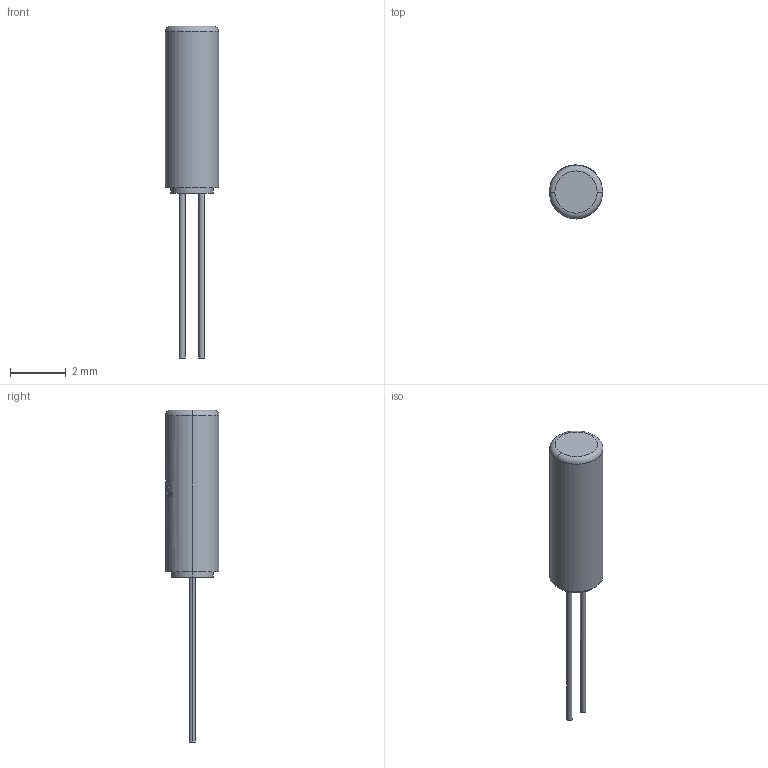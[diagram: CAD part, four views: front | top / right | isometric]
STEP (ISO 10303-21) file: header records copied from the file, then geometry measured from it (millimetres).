
FILE_DESCRIPTION (( 'STEP AP214' ), '1' );
FILE_NAME ('OSC-TH_BD1.9-H6.0-P0.70.step', '2022-07-07T03:33:36', ( '' ), ( '' ), 'SwSTEP 2.0', 'SolidWorks 2020', '' );
FILE_SCHEMA (( 'AUTOMOTIVE_DESIGN' ));
Length unit declared in the file: millimetre
Products named in the file (1): OSC-TH_BD1.9-H6.0-P0.70
Bounding box: 1.92 x 1.94 x 11.94 mm (x, y, z)
Volume: 17.5 mm3; surface area: 48.9 mm2
Topology: 1 solids, 1 shells, 296 faces, 793 edges, 528 vertices
Faces by surface type: bspline 135, plane 132, cylinder 27, torus 2
Entity records: 13919 total; most frequent: CARTESIAN_POINT 4346, ORIENTED_EDGE 1586, DIRECTION 812, EDGE_CURVE 793, VERTEX_POINT 528, B_SPLINE_CURVE_WITH_KNOTS 419, EDGE_LOOP 325, UNCERTAINTY_MEASURE_WITH_UNIT 298
